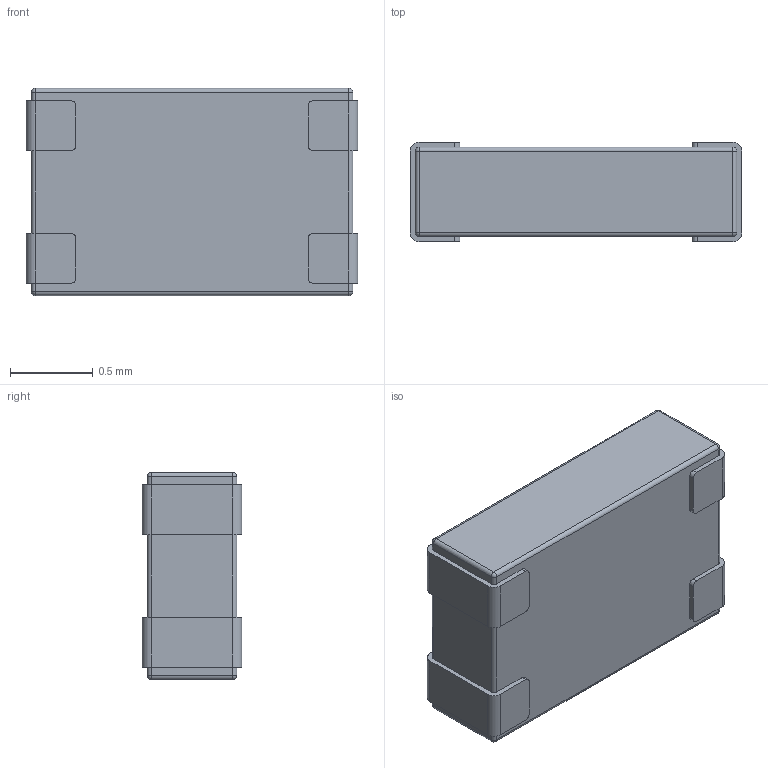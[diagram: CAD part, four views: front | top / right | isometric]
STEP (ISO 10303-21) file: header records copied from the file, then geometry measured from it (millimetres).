
FILE_DESCRIPTION (( 'STEP AP214' ), '1' );
FILE_NAME ('EXC34CE121U.STEP', '2022-11-03T10:55:05', ( '' ), ( '' ), 'SwSTEP 2.0', 'SolidWorks 2017', '' );
FILE_SCHEMA (( 'AUTOMOTIVE_DESIGN' ));
Length unit declared in the file: millimetre
Products named in the file (1): EXC34CE121U
Bounding box: 2 x 0.6 x 1.25 mm (x, y, z)
Volume: 1.3 mm3; surface area: 12.1 mm2
Topology: 5 solids, 5 shells, 98 faces, 248 edges, 152 vertices
Faces by surface type: plane 46, cylinder 44, sphere 8
Entity records: 2950 total; most frequent: DIRECTION 526, CARTESIAN_POINT 491, ORIENTED_EDGE 480, EDGE_CURVE 240, AXIS2_PLACEMENT_3D 187, LINE 152, VECTOR 152, VERTEX_POINT 152
